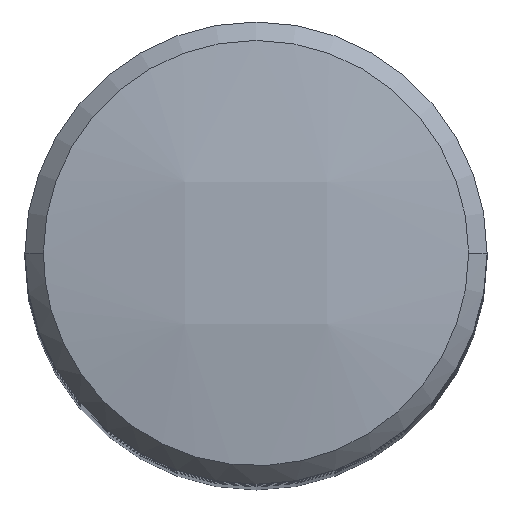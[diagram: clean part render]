
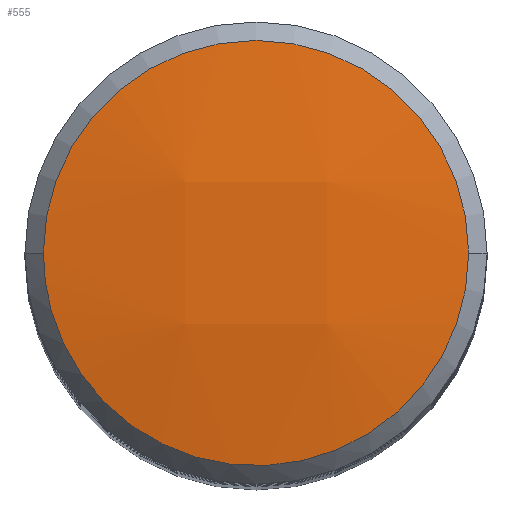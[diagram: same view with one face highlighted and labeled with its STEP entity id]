
A CAD part, top view. The second image highlights one B-rep face of the part: STEP entity #555.
In plain terms, the highlighted free-form (B-spline) face has degree [3, 3] with [4, 4] control points.
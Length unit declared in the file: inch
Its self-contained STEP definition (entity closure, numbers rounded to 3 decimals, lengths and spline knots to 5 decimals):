
#82 = CARTESIAN_POINT ( 'NONE',  ( -0.04711, -0.72327, 11.31058 ) ) ;
#97 = CARTESIAN_POINT ( 'NONE',  ( 0.67816, -0.25579, 11.31058 ) ) ;
#107 = CARTESIAN_POINT ( 'NONE',  ( -0.11806, -0.71511, 11.31058 ) ) ;
#133 = CARTESIAN_POINT ( 'NONE',  ( 0.71972, -0.09496, 11.31058 ) ) ;
#159 = CARTESIAN_POINT ( 'NONE',  ( 0.72441, 0., 11.31058 ) ) ;
#215 = CARTESIAN_POINT ( 'NONE',  ( 0.733, -0.24488, 11.33173 ) ) ;
#383 = CARTESIAN_POINT ( 'NONE',  ( -0.32044, -0.65011, 11.31058 ) ) ;
#396 = CARTESIAN_POINT ( 'NONE',  ( -0.66003, -0.29948, 11.31058 ) ) ;
#410 = CARTESIAN_POINT ( 'NONE',  ( 0.62872, -0.36294, 11.31058 ) ) ;
#555 = ADVANCED_FACE ( 'NONE', ( #887 ), #2105, .T. ) ;
#692 = CARTESIAN_POINT ( 'NONE',  ( -0.70099, -0.18877, 11.31058 ) ) ;
#703 = CARTESIAN_POINT ( 'NONE',  ( -0.72441, 0., 11.31058 ) ) ;
#715 = CARTESIAN_POINT ( 'NONE',  ( -0.57563, -0.44232, 11.31058 ) ) ;
#731 = CARTESIAN_POINT ( 'NONE',  ( 0.58916, -0.42216, 11.31058 ) ) ;
#735 = EDGE_LOOP ( 'NONE', ( #3980, #2800 ) ) ;
#809 = CARTESIAN_POINT ( 'NONE',  ( -0.24716, 0.73971, 11.33111 ) ) ;
#834 = CARTESIAN_POINT ( 'NONE',  ( -0.733, -0.72449, 11.2412 ) ) ;
#867 = CARTESIAN_POINT ( 'NONE',  ( -0.24716, -0.7414, 11.33079 ) ) ;
#872 = VERTEX_POINT ( 'NONE', #159 ) ;
#887 = FACE_OUTER_BOUND ( 'NONE', #735, .T. ) ;
#1015 = CARTESIAN_POINT ( 'NONE',  ( 0.04775, -0.72438, 11.31058 ) ) ;
#1043 = CARTESIAN_POINT ( 'NONE',  ( -0.64981, -0.32108, 11.31058 ) ) ;
#1056 = CARTESIAN_POINT ( 'NONE',  ( 0.70009, -0.18764, 11.31058 ) ) ;
#1069 = CARTESIAN_POINT ( 'NONE',  ( 0.16451, -0.70588, 11.31058 ) ) ;
#1125 = CARTESIAN_POINT ( 'NONE',  ( -0.24716, -0.2506, 11.42344 ) ) ;
#1138 = CARTESIAN_POINT ( 'NONE',  ( 0.24716, -0.7414, 11.3308 ) ) ;
#1145 = AXIS2_PLACEMENT_3D ( 'NONE', #3383, #3417, #1492 ) ;
#1178 = CARTESIAN_POINT ( 'NONE',  ( 0.733, -0.72449, 11.2412 ) ) ;
#1322 = CARTESIAN_POINT ( 'NONE',  ( -0.71851, -0.09528, 11.31058 ) ) ;
#1337 = CARTESIAN_POINT ( 'NONE',  ( 0.47874, -0.54571, 11.31058 ) ) ;
#1365 = CARTESIAN_POINT ( 'NONE',  ( -0.62727, -0.36314, 11.31058 ) ) ;
#1376 = CARTESIAN_POINT ( 'NONE',  ( 0.65096, -0.32134, 11.31058 ) ) ;
#1469 = CARTESIAN_POINT ( 'NONE',  ( 0.733, 0.24319, 11.33184 ) ) ;
#1492 = DIRECTION ( 'NONE',  ( -1., 0., 0. ) ) ;
#1621 = CARTESIAN_POINT ( 'NONE',  ( 0.57485, -0.44145, 11.31058 ) ) ;
#1635 = CARTESIAN_POINT ( 'NONE',  ( -0.09461, -0.7186, 11.31058 ) ) ;
#1643 = CIRCLE ( 'NONE', #1145, 0.72441 ) ;
#1874 = CARTESIAN_POINT ( 'NONE',  ( 0.72441, 0., 11.31058 ) ) ;
#1904 = CARTESIAN_POINT ( 'NONE',  ( 0.72441, -0.04784, 11.31058 ) ) ;
#1923 = CARTESIAN_POINT ( 'NONE',  ( 0.44219, -0.57578, 11.31058 ) ) ;
#1934 = CARTESIAN_POINT ( 'NONE',  ( -0.4407, -0.57542, 11.31058 ) ) ;
#1949 = CARTESIAN_POINT ( 'NONE',  ( 0.54468, -0.47818, 11.31058 ) ) ;
#1961 = CARTESIAN_POINT ( 'NONE',  ( -0.40275, -0.60351, 11.31058 ) ) ;
#2057 = CARTESIAN_POINT ( 'NONE',  ( -0.733, -0.24488, 11.33173 ) ) ;
#2097 = CARTESIAN_POINT ( 'NONE',  ( -0.24716, 0.24887, 11.42355 ) ) ;
#2105 =( BOUNDED_SURFACE ( )  B_SPLINE_SURFACE ( 3, 3, ( 
 ( #834, #2057, #2997, #3333 ),
 ( #867, #1125, #2097, #809 ),
 ( #1138, #2983, #3045, #3642 ),
 ( #1178, #215, #1469, #2383 ) ),
 .UNSPECIFIED., .F., .F., .F. ) 
 B_SPLINE_SURFACE_WITH_KNOTS ( ( 4, 4 ),
 ( 4, 4 ),
 ( 0., 1. ),
 ( 0., 1. ),
 .UNSPECIFIED. ) 
 GEOMETRIC_REPRESENTATION_ITEM ( )  RATIONAL_B_SPLINE_SURFACE ( (
 ( 1., 0.988, 0.988, 1.),
 ( 0.989, 0.977, 0.977, 0.989),
 ( 0.989, 0.977, 0.977, 0.989),
 ( 1., 0.988, 0.988, 1.) ) ) 
 REPRESENTATION_ITEM ( '' )  SURFACE ( )  );
#2248 = CARTESIAN_POINT ( 'NONE',  ( -0.23274, -0.68765, 11.31058 ) ) ;
#2259 = CARTESIAN_POINT ( 'NONE',  ( -0.72441, -0.02392, 11.31058 ) ) ;
#2270 = CARTESIAN_POINT ( 'NONE',  ( -0.47736, -0.5454, 11.31058 ) ) ;
#2292 = CARTESIAN_POINT ( 'NONE',  ( -0.68725, -0.23389, 11.31058 ) ) ;
#2329 = CARTESIAN_POINT ( 'NONE',  ( -0.72441, 0., 11.31058 ) ) ;
#2383 = CARTESIAN_POINT ( 'NONE',  ( 0.733, 0.72283, 11.24151 ) ) ;
#2566 = CARTESIAN_POINT ( 'NONE',  ( -0.71496, -0.11898, 11.31058 ) ) ;
#2578 = CARTESIAN_POINT ( 'NONE',  ( -0.61505, -0.38345, 11.31058 ) ) ;
#2592 = CARTESIAN_POINT ( 'NONE',  ( -0.02325, -0.72442, 11.31058 ) ) ;
#2607 = CARTESIAN_POINT ( 'NONE',  ( 0.09469, -0.71976, 11.31058 ) ) ;
#2800 = ORIENTED_EDGE ( 'NONE', *, *, #3183, .F. ) ;
#2875 = CARTESIAN_POINT ( 'NONE',  ( 0.2333, -0.68623, 11.31058 ) ) ;
#2888 = CARTESIAN_POINT ( 'NONE',  ( -0.36224, -0.62778, 11.31058 ) ) ;
#2905 = CARTESIAN_POINT ( 'NONE',  ( 0.68621, -0.23335, 11.31058 ) ) ;
#2983 = CARTESIAN_POINT ( 'NONE',  ( 0.24716, -0.2506, 11.42344 ) ) ;
#2997 = CARTESIAN_POINT ( 'NONE',  ( -0.733, 0.24319, 11.33184 ) ) ;
#3045 = CARTESIAN_POINT ( 'NONE',  ( 0.24716, 0.24887, 11.42355 ) ) ;
#3183 = EDGE_CURVE ( 'NONE', #3545, #872, #1643, .T. ) ;
#3196 = CARTESIAN_POINT ( 'NONE',  ( -0.49513, -0.52932, 11.31058 ) ) ;
#3211 = CARTESIAN_POINT ( 'NONE',  ( 0.1878, -0.70005, 11.31058 ) ) ;
#3221 = CARTESIAN_POINT ( 'NONE',  ( 0.70586, -0.1646, 11.31058 ) ) ;
#3236 = CARTESIAN_POINT ( 'NONE',  ( 0.52879, -0.49569, 11.31058 ) ) ;
#3252 = CARTESIAN_POINT ( 'NONE',  ( 0.25557, -0.67824, 11.31058 ) ) ;
#3333 = CARTESIAN_POINT ( 'NONE',  ( -0.733, 0.72283, 11.24151 ) ) ;
#3353 = B_SPLINE_CURVE_WITH_KNOTS ( 'NONE', 3,
 ( #1874, #1904, #133, #3221, #1056, #2905, #97, #1376, #410, #731, #1621, #1949, #3236, #1337, #1923, #3799, #3824, #3252, #2875, #3211, #1069, #2607, #1015, #2592, #82, #1635, #107, #3521, #2248, #3837, #383, #2888, #1961, #1934, #2270, #3196, #3812, #715, #2578, #1365, #1043, #396, #2292, #692, #2566, #1322, #3548, #2259, #703 ),
 .UNSPECIFIED., .F., .F.,
 ( 4, 2, 2, 2, 2, 2, 2, 2, 2, 2, 2, 2, 2, 2, 2, 2, 1, 2, 2, 2, 2, 2, 2, 2, 4 ),
 ( 0., 0.0036, 0.00541, 0.00721, 0.01081, 0.01261, 0.01441, 0.01802, 0.02162, 0.02342, 0.02522, 0.02883, 0.03063, 0.03243, 0.03603, 0.03784, 0.03964, 0.04144, 0.04324, 0.04684, 0.04865, 0.05045, 0.05405, 0.05585, 0.05765 ),
 .UNSPECIFIED. ) ;
#3383 = CARTESIAN_POINT ( 'NONE',  ( 0., 0., 11.31058 ) ) ;
#3417 = DIRECTION ( 'NONE',  ( 0., 0., -1. ) ) ;
#3521 = CARTESIAN_POINT ( 'NONE',  ( -0.18755, -0.7013, 11.31058 ) ) ;
#3545 = VERTEX_POINT ( 'NONE', #2329 ) ;
#3548 = CARTESIAN_POINT ( 'NONE',  ( -0.72323, -0.04776, 11.31058 ) ) ;
#3642 = CARTESIAN_POINT ( 'NONE',  ( 0.24716, 0.73971, 11.33111 ) ) ;
#3799 = CARTESIAN_POINT ( 'NONE',  ( 0.36266, -0.62891, 11.31058 ) ) ;
#3812 = CARTESIAN_POINT ( 'NONE',  ( -0.54569, -0.47881, 11.31058 ) ) ;
#3824 = CARTESIAN_POINT ( 'NONE',  ( 0.32095, -0.65114, 11.31058 ) ) ;
#3837 = CARTESIAN_POINT ( 'NONE',  ( -0.29877, -0.66036, 11.31058 ) ) ;
#3906 = EDGE_CURVE ( 'NONE', #872, #3545, #3353, .T. ) ;
#3980 = ORIENTED_EDGE ( 'NONE', *, *, #3906, .F. ) ;
